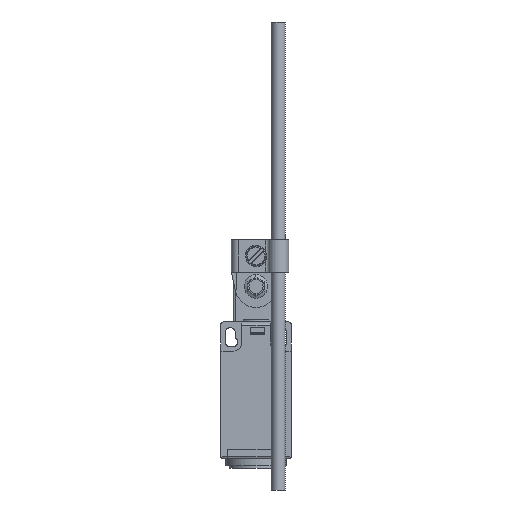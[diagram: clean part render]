
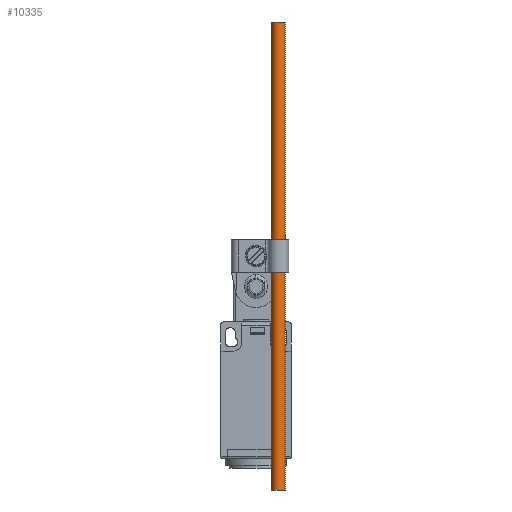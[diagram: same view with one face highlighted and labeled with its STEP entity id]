
A CAD part, front view. The second image highlights one B-rep face of the part: STEP entity #10335.
In plain terms, the highlighted cylindrical face has radius 3 mm (diameter 6 mm), a partial arc.
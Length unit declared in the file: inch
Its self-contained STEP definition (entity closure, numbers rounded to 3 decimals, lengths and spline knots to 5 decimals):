
#138 = CIRCLE ( 'NONE', #3086, 0.11811 ) ;
#763 = CARTESIAN_POINT ( 'NONE',  ( 0.49213, -1.06299, -0.36594 ) ) ;
#1371 = EDGE_LOOP ( 'NONE', ( #2094, #8121, #11111, #2275 ) ) ;
#1788 = CARTESIAN_POINT ( 'NONE',  ( 0.49213, -1.06299, 7.50807 ) ) ;
#2094 = ORIENTED_EDGE ( 'NONE', *, *, #3474, .F. ) ;
#2144 = LINE ( 'NONE', #10847, #10302 ) ;
#2275 = ORIENTED_EDGE ( 'NONE', *, *, #5606, .T. ) ;
#3086 = AXIS2_PLACEMENT_3D ( 'NONE', #7937, #5425, #10526 ) ;
#3324 = AXIS2_PLACEMENT_3D ( 'NONE', #10604, #15713, #11767 ) ;
#3474 = EDGE_CURVE ( 'NONE', #9814, #12792, #12836, .T. ) ;
#5425 = DIRECTION ( 'NONE',  ( 0., 0., 1. ) ) ;
#5606 = EDGE_CURVE ( 'NONE', #9974, #12792, #138, .T. ) ;
#5889 = CARTESIAN_POINT ( 'NONE',  ( 0.25591, -1.06299, -0.36594 ) ) ;
#6215 = EDGE_CURVE ( 'NONE', #11531, #9974, #2144, .T. ) ;
#7337 = CIRCLE ( 'NONE', #3324, 0.11811 ) ;
#7919 = CARTESIAN_POINT ( 'NONE',  ( 0.25591, -1.06299, 7.50807 ) ) ;
#7937 = CARTESIAN_POINT ( 'NONE',  ( 0.37402, -1.06299, -0.36594 ) ) ;
#8121 = ORIENTED_EDGE ( 'NONE', *, *, #13373, .F. ) ;
#8786 = CYLINDRICAL_SURFACE ( 'NONE', #16307, 0.11811 ) ;
#9763 = DIRECTION ( 'NONE',  ( 0., 0., -1. ) ) ;
#9814 = VERTEX_POINT ( 'NONE', #1788 ) ;
#9879 = CARTESIAN_POINT ( 'NONE',  ( 0.37402, -1.06299, 7.50807 ) ) ;
#9974 = VERTEX_POINT ( 'NONE', #5889 ) ;
#10302 = VECTOR ( 'NONE', #9763, 39.37008 ) ;
#10335 = ADVANCED_FACE ( 'NONE', ( #12534 ), #8786, .T. ) ;
#10526 = DIRECTION ( 'NONE',  ( 1., 0., 0. ) ) ;
#10604 = CARTESIAN_POINT ( 'NONE',  ( 0.37402, -1.06299, 7.50807 ) ) ;
#10847 = CARTESIAN_POINT ( 'NONE',  ( 0.25591, -1.06299, 7.50807 ) ) ;
#11111 = ORIENTED_EDGE ( 'NONE', *, *, #6215, .T. ) ;
#11531 = VERTEX_POINT ( 'NONE', #7919 ) ;
#11767 = DIRECTION ( 'NONE',  ( 1., 0., 0. ) ) ;
#12371 = DIRECTION ( 'NONE',  ( -1., 0., 0. ) ) ;
#12534 = FACE_OUTER_BOUND ( 'NONE', #1371, .T. ) ;
#12792 = VERTEX_POINT ( 'NONE', #763 ) ;
#12836 = LINE ( 'NONE', #15207, #15923 ) ;
#12916 = DIRECTION ( 'NONE',  ( 0., 0., -1. ) ) ;
#13373 = EDGE_CURVE ( 'NONE', #11531, #9814, #7337, .T. ) ;
#15148 = DIRECTION ( 'NONE',  ( 0., 0., -1. ) ) ;
#15207 = CARTESIAN_POINT ( 'NONE',  ( 0.49213, -1.06299, 7.50807 ) ) ;
#15713 = DIRECTION ( 'NONE',  ( 0., 0., 1. ) ) ;
#15923 = VECTOR ( 'NONE', #12916, 39.37008 ) ;
#16307 = AXIS2_PLACEMENT_3D ( 'NONE', #9879, #15148, #12371 ) ;
